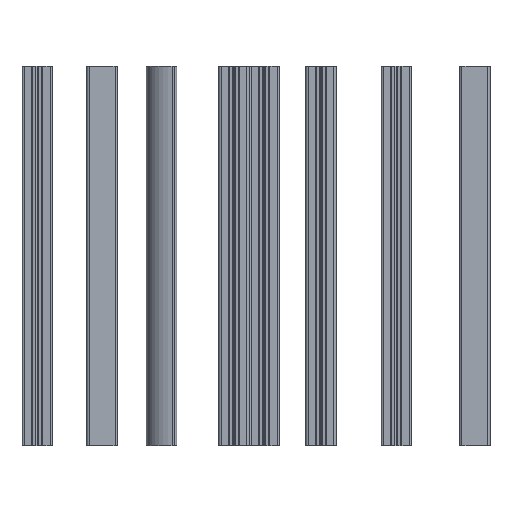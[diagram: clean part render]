
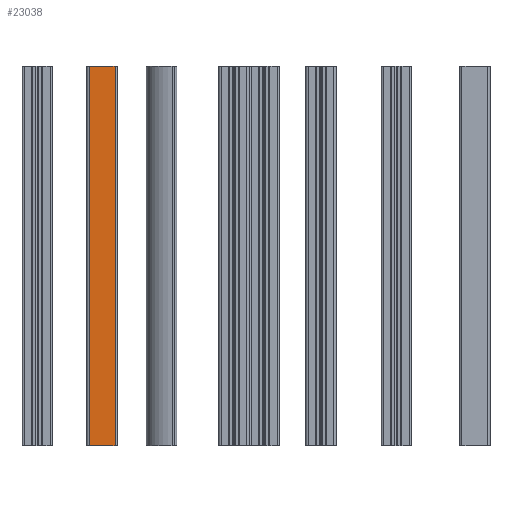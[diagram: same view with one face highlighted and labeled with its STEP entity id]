
A CAD part, front view. The second image highlights one B-rep face of the part: STEP entity #23038.
In plain terms, the highlighted planar face has unit normal (0, -1, 0).
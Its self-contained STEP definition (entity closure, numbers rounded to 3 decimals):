
#151 = CARTESIAN_POINT ( 'NONE',  ( 8.5, -10., 250. ) ) ;
#1452 = EDGE_CURVE ( 'NONE', #21390, #20852, #41077, .T. ) ;
#3336 = LINE ( 'NONE', #44687, #47597 ) ;
#4691 = ORIENTED_EDGE ( 'NONE', *, *, #17794, .T. ) ;
#7881 = EDGE_LOOP ( 'NONE', ( #4691, #10949, #13073, #24361 ) ) ;
#8884 = LINE ( 'NONE', #38839, #42013 ) ;
#10949 = ORIENTED_EDGE ( 'NONE', *, *, #48627, .F. ) ;
#12289 = CARTESIAN_POINT ( 'NONE',  ( -8.5, -10., 250. ) ) ;
#12418 = AXIS2_PLACEMENT_3D ( 'NONE', #41182, #20331, #49594 ) ;
#13073 = ORIENTED_EDGE ( 'NONE', *, *, #1452, .F. ) ;
#16447 = EDGE_CURVE ( 'NONE', #21390, #49020, #8884, .T. ) ;
#17794 = EDGE_CURVE ( 'NONE', #49020, #33301, #37981, .T. ) ;
#20331 = DIRECTION ( 'NONE',  ( 0., 1., 0. ) ) ;
#20852 = VERTEX_POINT ( 'NONE', #151 ) ;
#21390 = VERTEX_POINT ( 'NONE', #12289 ) ;
#21497 = CARTESIAN_POINT ( 'NONE',  ( -8.5, -10., 0. ) ) ;
#22343 = DIRECTION ( 'NONE',  ( 1., 0., 0. ) ) ;
#23038 = ADVANCED_FACE ( 'NONE', ( #44325 ), #45400, .F. ) ;
#23981 = DIRECTION ( 'NONE',  ( 0., 0., -1. ) ) ;
#24361 = ORIENTED_EDGE ( 'NONE', *, *, #16447, .T. ) ;
#26352 = CARTESIAN_POINT ( 'NONE',  ( -8.5, -10., 250. ) ) ;
#27015 = CARTESIAN_POINT ( 'NONE',  ( -8.5, -10., 0. ) ) ;
#33301 = VERTEX_POINT ( 'NONE', #39617 ) ;
#34518 = DIRECTION ( 'NONE',  ( 1., 0., 0. ) ) ;
#36685 = VECTOR ( 'NONE', #34518, 1000. ) ;
#37981 = LINE ( 'NONE', #21497, #36685 ) ;
#38839 = CARTESIAN_POINT ( 'NONE',  ( -8.5, -10., 250. ) ) ;
#39617 = CARTESIAN_POINT ( 'NONE',  ( 8.5, -10., 0. ) ) ;
#41077 = LINE ( 'NONE', #26352, #42385 ) ;
#41182 = CARTESIAN_POINT ( 'NONE',  ( -8.5, -10., 250. ) ) ;
#42013 = VECTOR ( 'NONE', #47042, 1000. ) ;
#42385 = VECTOR ( 'NONE', #22343, 1000. ) ;
#44325 = FACE_OUTER_BOUND ( 'NONE', #7881, .T. ) ;
#44687 = CARTESIAN_POINT ( 'NONE',  ( 8.5, -10., 250. ) ) ;
#45400 = PLANE ( 'NONE',  #12418 ) ;
#47042 = DIRECTION ( 'NONE',  ( 0., 0., -1. ) ) ;
#47597 = VECTOR ( 'NONE', #23981, 1000. ) ;
#48627 = EDGE_CURVE ( 'NONE', #20852, #33301, #3336, .T. ) ;
#49020 = VERTEX_POINT ( 'NONE', #27015 ) ;
#49594 = DIRECTION ( 'NONE',  ( 0., 0., 1. ) ) ;
